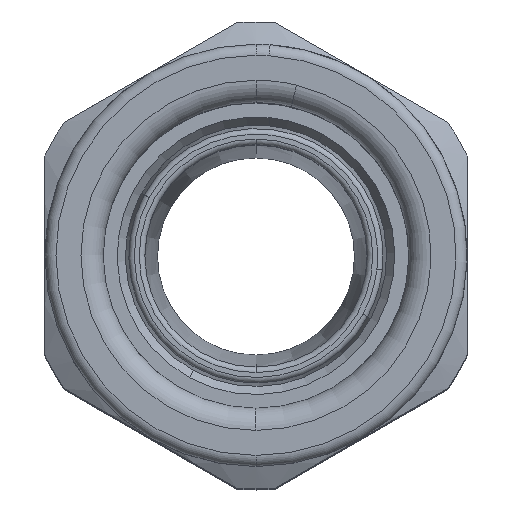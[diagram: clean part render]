
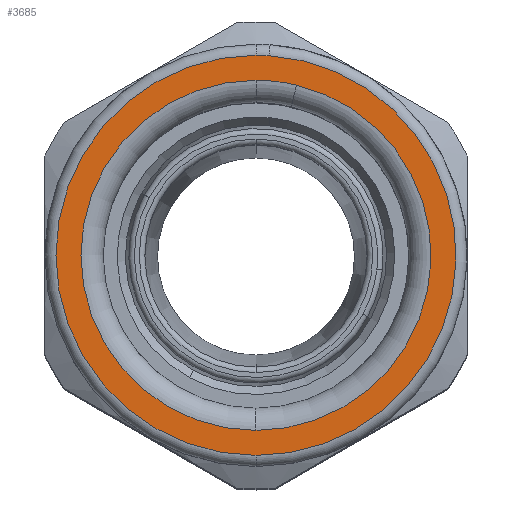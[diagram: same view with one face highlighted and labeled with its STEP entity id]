
A CAD part, top view. The second image highlights one B-rep face of the part: STEP entity #3685.
In plain terms, the highlighted planar face has unit normal (0, 0, 1).
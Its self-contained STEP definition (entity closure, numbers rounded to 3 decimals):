
#3539=AXIS2_PLACEMENT_3D('Circle Axis2P3D',#3537,#3538,$) ;
#3556=AXIS2_PLACEMENT_3D('Circle Axis2P3D',#3554,#3555,$) ;
#3580=AXIS2_PLACEMENT_3D('Circle Axis2P3D',#3578,#3579,$) ;
#3652=AXIS2_PLACEMENT_3D('Plane Axis2P3D',#3649,#3650,#3651) ;
#3661=AXIS2_PLACEMENT_3D('Circle Axis2P3D',#3659,#3660,$) ;
#3670=AXIS2_PLACEMENT_3D('Circle Axis2P3D',#3668,#3669,$) ;
#3677=AXIS2_PLACEMENT_3D('Circle Axis2P3D',#3675,#3676,$) ;
#3527=CARTESIAN_POINT('Vertex',(20.199,38.96,79.9)) ;
#3534=CARTESIAN_POINT('Vertex',(19.,39.,79.9)) ;
#3537=CARTESIAN_POINT('Axis2P3D Location',(19.,21.,79.9)) ;
#3554=CARTESIAN_POINT('Axis2P3D Location',(19.,21.,79.9)) ;
#3558=CARTESIAN_POINT('Vertex',(19.,3.,79.9)) ;
#3578=CARTESIAN_POINT('Axis2P3D Location',(19.,21.,79.9)) ;
#3649=CARTESIAN_POINT('Axis2P3D Location',(19.,21.,79.9)) ;
#3659=CARTESIAN_POINT('Axis2P3D Location',(19.,21.,79.9)) ;
#3663=CARTESIAN_POINT('Vertex',(22.644,36.323,79.9)) ;
#3665=CARTESIAN_POINT('Vertex',(19.,36.75,79.9)) ;
#3668=CARTESIAN_POINT('Axis2P3D Location',(19.,21.,79.9)) ;
#3672=CARTESIAN_POINT('Vertex',(19.,5.25,79.9)) ;
#3675=CARTESIAN_POINT('Axis2P3D Location',(19.,21.,79.9)) ;
#3538=DIRECTION('Axis2P3D Direction',(0.,0.,1.)) ;
#3555=DIRECTION('Axis2P3D Direction',(0.,0.,1.)) ;
#3579=DIRECTION('Axis2P3D Direction',(0.,0.,1.)) ;
#3650=DIRECTION('Axis2P3D Direction',(0.,0.,1.)) ;
#3651=DIRECTION('Axis2P3D XDirection',(0.,1.,0.)) ;
#3660=DIRECTION('Axis2P3D Direction',(0.,0.,1.)) ;
#3669=DIRECTION('Axis2P3D Direction',(0.,0.,1.)) ;
#3676=DIRECTION('Axis2P3D Direction',(0.,0.,1.)) ;
#3655=ORIENTED_EDGE('',*,*,#3560,.T.) ;
#3656=ORIENTED_EDGE('',*,*,#3541,.T.) ;
#3657=ORIENTED_EDGE('',*,*,#3582,.T.) ;
#3681=ORIENTED_EDGE('',*,*,#3667,.F.) ;
#3682=ORIENTED_EDGE('',*,*,#3674,.F.) ;
#3683=ORIENTED_EDGE('',*,*,#3679,.F.) ;
#3684=FACE_BOUND('',#3680,.T.) ;
#3685=ADVANCED_FACE('Part1.1\\Koerper.2',(#3658,#3684),#3653,.T.) ;
#3540=CIRCLE('generated circle',#3539,18.) ;
#3557=CIRCLE('generated circle',#3556,18.) ;
#3581=CIRCLE('generated circle',#3580,18.) ;
#3662=CIRCLE('generated circle',#3661,15.75) ;
#3671=CIRCLE('generated circle',#3670,15.75) ;
#3678=CIRCLE('generated circle',#3677,15.75) ;
#3541=EDGE_CURVE('',#3528,#3535,#3540,.T.) ;
#3560=EDGE_CURVE('',#3559,#3528,#3557,.T.) ;
#3582=EDGE_CURVE('',#3535,#3559,#3581,.T.) ;
#3667=EDGE_CURVE('',#3664,#3666,#3662,.T.) ;
#3674=EDGE_CURVE('',#3673,#3664,#3671,.T.) ;
#3679=EDGE_CURVE('',#3666,#3673,#3678,.T.) ;
#3654=EDGE_LOOP('',(#3655,#3656,#3657)) ;
#3680=EDGE_LOOP('',(#3681,#3682,#3683)) ;
#3658=FACE_OUTER_BOUND('',#3654,.T.) ;
#3653=PLANE('',#3652) ;
#3528=VERTEX_POINT('',#3527) ;
#3535=VERTEX_POINT('',#3534) ;
#3559=VERTEX_POINT('',#3558) ;
#3664=VERTEX_POINT('',#3663) ;
#3666=VERTEX_POINT('',#3665) ;
#3673=VERTEX_POINT('',#3672) ;
